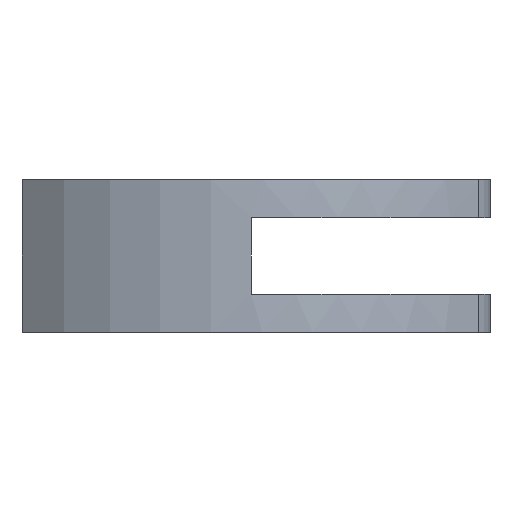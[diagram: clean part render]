
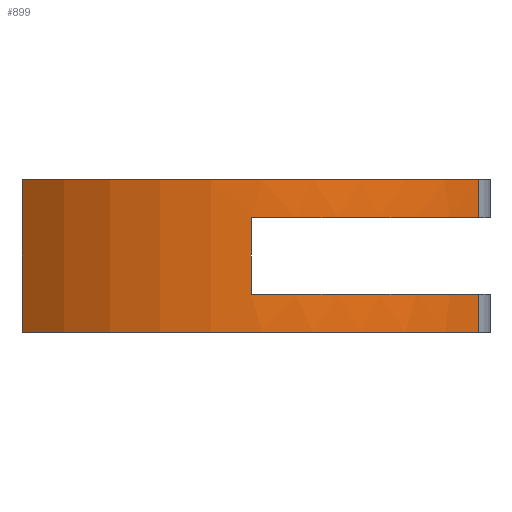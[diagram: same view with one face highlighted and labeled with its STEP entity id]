
A CAD part, left-side view. The second image highlights one B-rep face of the part: STEP entity #899.
In plain terms, the highlighted cylindrical face has radius 33 mm (diameter 66 mm), a partial arc.
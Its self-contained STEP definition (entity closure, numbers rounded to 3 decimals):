
#16=CYLINDRICAL_SURFACE('',#954,33.);
#22=CIRCLE('',#940,33.);
#24=CIRCLE('',#943,33.);
#29=CIRCLE('',#951,33.);
#32=CIRCLE('',#955,33.);
#99=FACE_OUTER_BOUND('',#154,.T.);
#154=EDGE_LOOP('',(#782,#783,#784,#785,#786,#787,#788,#789));
#218=LINE('',#1667,#286);
#222=LINE('',#1680,#290);
#223=LINE('',#1682,#291);
#224=LINE('',#1685,#292);
#286=VECTOR('',#1064,10.);
#290=VECTOR('',#1078,10.);
#291=VECTOR('',#1079,10.);
#292=VECTOR('',#1082,10.);
#415=VERTEX_POINT('',#1634);
#418=VERTEX_POINT('',#1639);
#420=VERTEX_POINT('',#1645);
#421=VERTEX_POINT('',#1646);
#429=VERTEX_POINT('',#1666);
#430=VERTEX_POINT('',#1670);
#434=VERTEX_POINT('',#1681);
#435=VERTEX_POINT('',#1683);
#538=EDGE_CURVE('',#418,#415,#22,.T.);
#540=EDGE_CURVE('',#420,#421,#24,.T.);
#550=EDGE_CURVE('',#429,#420,#218,.T.);
#552=EDGE_CURVE('',#430,#429,#29,.T.);
#557=EDGE_CURVE('',#415,#421,#222,.T.);
#558=EDGE_CURVE('',#434,#418,#223,.T.);
#559=EDGE_CURVE('',#435,#434,#32,.T.);
#560=EDGE_CURVE('',#430,#435,#224,.T.);
#782=ORIENTED_EDGE('',*,*,#552,.T.);
#783=ORIENTED_EDGE('',*,*,#550,.T.);
#784=ORIENTED_EDGE('',*,*,#540,.T.);
#785=ORIENTED_EDGE('',*,*,#557,.F.);
#786=ORIENTED_EDGE('',*,*,#538,.F.);
#787=ORIENTED_EDGE('',*,*,#558,.F.);
#788=ORIENTED_EDGE('',*,*,#559,.F.);
#789=ORIENTED_EDGE('',*,*,#560,.F.);
#899=ADVANCED_FACE('',(#99),#16,.T.);
#940=AXIS2_PLACEMENT_3D('',#1641,#1039,#1040);
#943=AXIS2_PLACEMENT_3D('',#1647,#1045,#1046);
#951=AXIS2_PLACEMENT_3D('',#1671,#1068,#1069);
#954=AXIS2_PLACEMENT_3D('',#1679,#1076,#1077);
#955=AXIS2_PLACEMENT_3D('',#1684,#1080,#1081);
#1039=DIRECTION('center_axis',(0.,0.,1.));
#1040=DIRECTION('ref_axis',(-0.765,0.644,0.));
#1045=DIRECTION('center_axis',(0.,0.,1.));
#1046=DIRECTION('ref_axis',(-0.765,0.644,0.));
#1064=DIRECTION('',(0.,0.,1.));
#1068=DIRECTION('center_axis',(0.,0.,-1.));
#1069=DIRECTION('ref_axis',(-0.765,0.644,0.));
#1076=DIRECTION('center_axis',(0.,0.,1.));
#1077=DIRECTION('ref_axis',(-0.765,0.644,0.));
#1078=DIRECTION('',(0.,0.,-1.));
#1079=DIRECTION('',(0.,0.,1.));
#1080=DIRECTION('center_axis',(0.,0.,-1.));
#1081=DIRECTION('ref_axis',(-0.765,0.644,0.));
#1082=DIRECTION('',(0.,0.,-1.));
#1634=CARTESIAN_POINT('',(-9.556,-30.833,8.));
#1639=CARTESIAN_POINT('',(-15.246,17.,8.));
#1641=CARTESIAN_POINT('Origin',(10.,-4.251,8.));
#1645=CARTESIAN_POINT('',(-22.885,-7.,4.));
#1646=CARTESIAN_POINT('',(-9.556,-30.833,4.));
#1647=CARTESIAN_POINT('Origin',(10.,-4.251,4.));
#1666=CARTESIAN_POINT('',(-22.885,-7.,-4.));
#1667=CARTESIAN_POINT('',(-22.885,-7.,0.));
#1670=CARTESIAN_POINT('',(-9.556,-30.833,-4.));
#1671=CARTESIAN_POINT('Origin',(10.,-4.251,-4.));
#1679=CARTESIAN_POINT('Origin',(10.,-4.251,0.));
#1680=CARTESIAN_POINT('',(-9.556,-30.833,0.));
#1681=CARTESIAN_POINT('',(-15.246,17.,-8.));
#1682=CARTESIAN_POINT('',(-15.246,17.,0.));
#1683=CARTESIAN_POINT('',(-9.556,-30.833,-8.));
#1684=CARTESIAN_POINT('Origin',(10.,-4.251,-8.));
#1685=CARTESIAN_POINT('',(-9.556,-30.833,0.));
